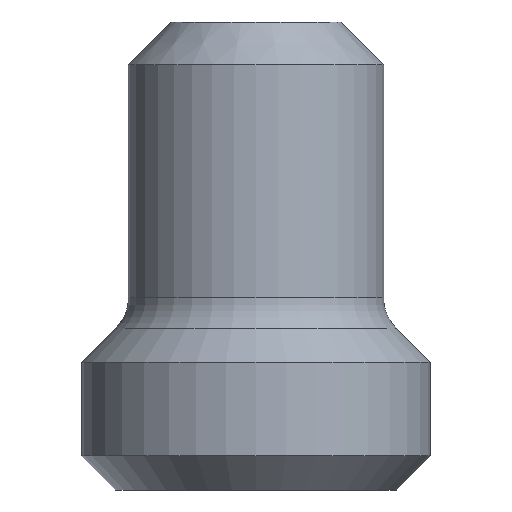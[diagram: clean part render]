
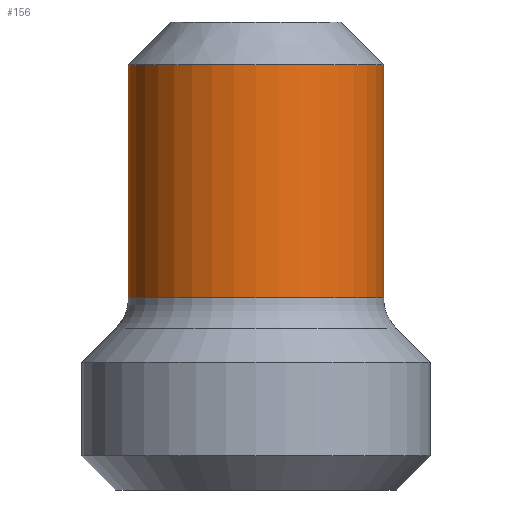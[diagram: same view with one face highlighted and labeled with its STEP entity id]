
A CAD part, front view. The second image highlights one B-rep face of the part: STEP entity #156.
In plain terms, the highlighted cylindrical face has radius 1.5 mm (diameter 3 mm), a partial arc.
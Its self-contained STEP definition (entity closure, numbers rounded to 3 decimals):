
#56=CYLINDRICAL_SURFACE('',#534,1.5);
#84=FACE_OUTER_BOUND('',#189,.T.);
#108=LINE('',#768,#130);
#109=LINE('',#769,#131);
#130=VECTOR('',#636,1.);
#131=VECTOR('',#637,1.);
#156=ADVANCED_FACE('',(#84),#56,.T.);
#189=EDGE_LOOP('',(#257,#258,#259,#260));
#257=ORIENTED_EDGE('',*,*,#407,.T.);
#258=ORIENTED_EDGE('',*,*,#411,.T.);
#259=ORIENTED_EDGE('',*,*,#413,.F.);
#260=ORIENTED_EDGE('',*,*,#412,.F.);
#359=VERTEX_POINT('',#758);
#360=VERTEX_POINT('',#760);
#361=VERTEX_POINT('',#766);
#362=VERTEX_POINT('',#767);
#407=EDGE_CURVE('',#360,#359,#467,.T.);
#411=EDGE_CURVE('',#359,#362,#108,.T.);
#412=EDGE_CURVE('',#360,#361,#109,.T.);
#413=EDGE_CURVE('',#361,#362,#471,.T.);
#467=CIRCLE('',#526,1.5);
#471=CIRCLE('',#533,1.5);
#526=AXIS2_PLACEMENT_3D('',#759,#624,#625);
#533=AXIS2_PLACEMENT_3D('',#771,#640,#641);
#534=AXIS2_PLACEMENT_3D('',#772,#642,#643);
#624=DIRECTION('',(0.,0.,1.));
#625=DIRECTION('',(-1.,0.,0.));
#636=DIRECTION('',(0.,0.,1.));
#637=DIRECTION('',(0.,0.,1.));
#640=DIRECTION('',(0.,0.,1.));
#641=DIRECTION('',(-1.,0.,0.));
#642=DIRECTION('',(0.,0.,-1.));
#643=DIRECTION('',(-1.,0.,0.));
#758=CARTESIAN_POINT('',(1.5,0.,2.257));
#759=CARTESIAN_POINT('',(0.,0.,2.257));
#760=CARTESIAN_POINT('',(-1.5,0.,2.257));
#766=CARTESIAN_POINT('',(-1.5,0.,5.));
#767=CARTESIAN_POINT('',(1.5,0.,5.));
#768=CARTESIAN_POINT('',(1.5,0.,2.257));
#769=CARTESIAN_POINT('',(-1.5,0.,2.257));
#771=CARTESIAN_POINT('',(0.,0.,5.));
#772=CARTESIAN_POINT('',(0.,0.,5.775));
